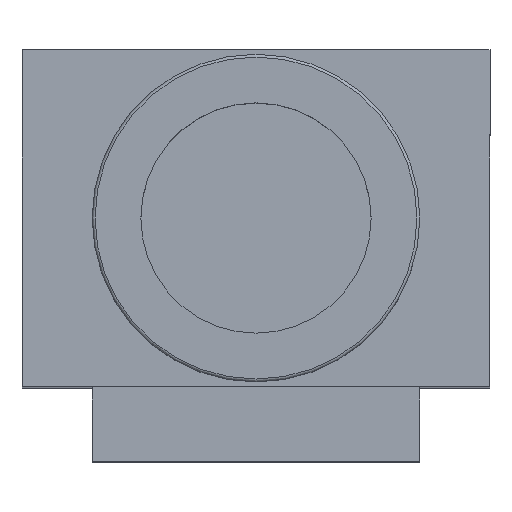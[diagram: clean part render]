
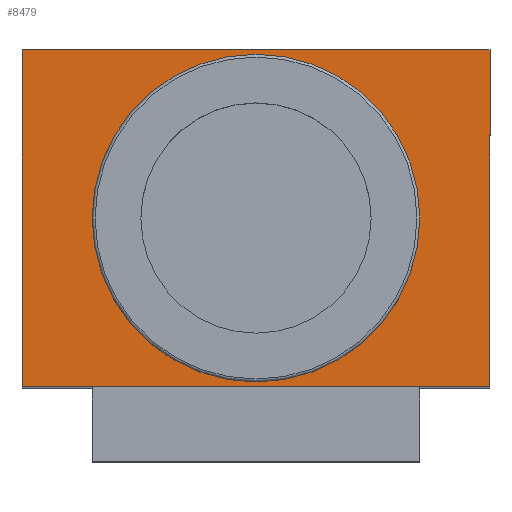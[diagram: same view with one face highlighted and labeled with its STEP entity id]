
A CAD part, top view. The second image highlights one B-rep face of the part: STEP entity #8479.
In plain terms, the highlighted planar face has unit normal (0, 0, 1).
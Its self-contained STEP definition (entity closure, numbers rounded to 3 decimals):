
#6999=CARTESIAN_POINT('',(17.5,0.,-9.0));
#7000=VERTEX_POINT('',#6999);
#7001=CARTESIAN_POINT('',(0.0,0.0,-9.0));
#7002=DIRECTION('',(0.0,0.0,1.0));
#7003=DIRECTION('',(-1.0,0.0,0.0));
#7004=AXIS2_PLACEMENT_3D('',#7001,#7002,#7003);
#7005=CIRCLE('',#7004,17.5);
#7006=EDGE_CURVE('',#7000,#7000,#7005,.T.);
#8346=CARTESIAN_POINT('',(-25.,18.,-9.0));
#8347=VERTEX_POINT('',#8346);
#8354=CARTESIAN_POINT('',(25.,18.0,-9.0));
#8355=VERTEX_POINT('',#8354);
#8356=CARTESIAN_POINT('',(-25.,18.,-9.0));
#8357=DIRECTION('',(1.0,0.0,0.0));
#8358=VECTOR('',#8357,50.0);
#8359=LINE('',#8356,#8358);
#8360=EDGE_CURVE('',#8347,#8355,#8359,.T.);
#8394=CARTESIAN_POINT('',(-25.,-18.0,-9.0));
#8395=VERTEX_POINT('',#8394);
#8402=CARTESIAN_POINT('',(-25.,-18.0,-9.0));
#8403=DIRECTION('',(0.0,1.0,0.0));
#8404=VECTOR('',#8403,36.);
#8405=LINE('',#8402,#8404);
#8406=EDGE_CURVE('',#8395,#8347,#8405,.T.);
#8418=CARTESIAN_POINT('',(25.,-18.0,-9.0));
#8419=VERTEX_POINT('',#8418);
#8426=CARTESIAN_POINT('',(25.,-18.0,-9.0));
#8427=DIRECTION('',(-1.0,0.0,0.0));
#8428=VECTOR('',#8427,50.0);
#8429=LINE('',#8426,#8428);
#8430=EDGE_CURVE('',#8419,#8395,#8429,.T.);
#8443=CARTESIAN_POINT('',(25.,18.0,-9.0));
#8444=DIRECTION('',(0.0,-1.0,0.0));
#8445=VECTOR('',#8444,36.0);
#8446=LINE('',#8443,#8445);
#8447=EDGE_CURVE('',#8355,#8419,#8446,.T.);
#8465=CARTESIAN_POINT('',(0.,0.,-9.));
#8466=DIRECTION('',(0.0,0.0,1.0));
#8467=DIRECTION('',(1.0,0.0,0.0));
#8468=AXIS2_PLACEMENT_3D('',#8465,#8466,#8467);
#8469=PLANE('',#8468);
#8470=ORIENTED_EDGE('',*,*,#8430,.F.);
#8471=ORIENTED_EDGE('',*,*,#8447,.F.);
#8472=ORIENTED_EDGE('',*,*,#8360,.F.);
#8473=ORIENTED_EDGE('',*,*,#8406,.F.);
#8474=EDGE_LOOP('',(#8470,#8471,#8472,#8473));
#8475=FACE_OUTER_BOUND('',#8474,.T.);
#8476=ORIENTED_EDGE('',*,*,#7006,.F.);
#8477=EDGE_LOOP('',(#8476));
#8478=FACE_BOUND('',#8477,.T.);
#8479=ADVANCED_FACE('',(#8475,#8478),#8469,.T.);
